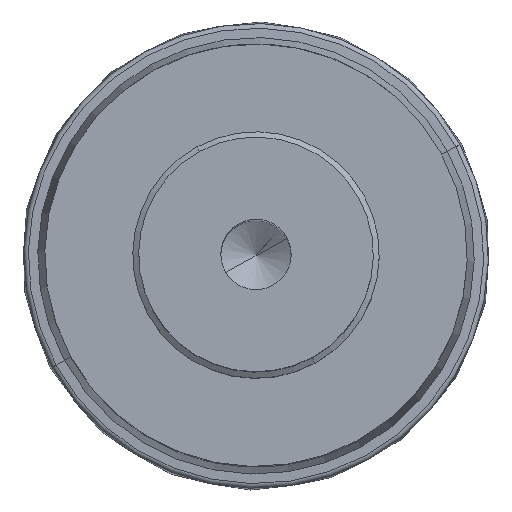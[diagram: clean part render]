
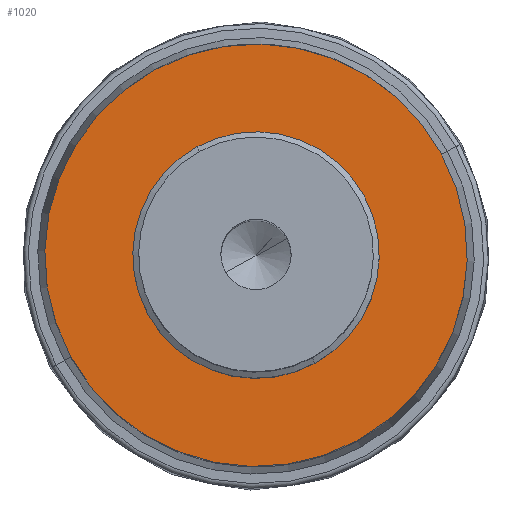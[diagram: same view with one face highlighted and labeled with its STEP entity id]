
A CAD part, top view. The second image highlights one B-rep face of the part: STEP entity #1020.
In plain terms, the highlighted planar face has unit normal (0, 0, 1).
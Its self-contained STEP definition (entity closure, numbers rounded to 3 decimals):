
#672=AXIS2_PLACEMENT_3D('Circle Axis2P3D',#670,#671,$) ;
#797=AXIS2_PLACEMENT_3D('Circle Axis2P3D',#795,#796,$) ;
#951=AXIS2_PLACEMENT_3D('Circle Axis2P3D',#949,#950,$) ;
#970=AXIS2_PLACEMENT_3D('Circle Axis2P3D',#968,#969,$) ;
#1010=AXIS2_PLACEMENT_3D('Plane Axis2P3D',#1007,#1008,#1009) ;
#667=CARTESIAN_POINT('Vertex',(-7.898,-4.315,22.95)) ;
#670=CARTESIAN_POINT('Axis2P3D Location',(0.,0.,22.95)) ;
#674=CARTESIAN_POINT('Vertex',(7.898,4.315,22.95)) ;
#795=CARTESIAN_POINT('Axis2P3D Location',(0.,0.,22.95)) ;
#946=CARTESIAN_POINT('Vertex',(2.517,-4.607,22.95)) ;
#949=CARTESIAN_POINT('Axis2P3D Location',(0.,0.,22.95)) ;
#953=CARTESIAN_POINT('Vertex',(-2.517,4.607,22.95)) ;
#968=CARTESIAN_POINT('Axis2P3D Location',(0.,0.,22.95)) ;
#1007=CARTESIAN_POINT('Axis2P3D Location',(0.,6.521,22.95)) ;
#671=DIRECTION('Axis2P3D Direction',(0.,0.,1.)) ;
#796=DIRECTION('Axis2P3D Direction',(0.,0.,1.)) ;
#950=DIRECTION('Axis2P3D Direction',(0.,0.,1.)) ;
#969=DIRECTION('Axis2P3D Direction',(0.,0.,1.)) ;
#1008=DIRECTION('Axis2P3D Direction',(0.,0.,1.)) ;
#1009=DIRECTION('Axis2P3D XDirection',(1.,0.,0.)) ;
#1013=ORIENTED_EDGE('',*,*,#799,.F.) ;
#1014=ORIENTED_EDGE('',*,*,#676,.F.) ;
#1017=ORIENTED_EDGE('',*,*,#955,.F.) ;
#1018=ORIENTED_EDGE('',*,*,#972,.F.) ;
#1019=FACE_BOUND('',#1016,.T.) ;
#1020=ADVANCED_FACE('NOCUT',(#1015,#1019),#1011,.T.) ;
#673=CIRCLE('generated circle',#672,9.) ;
#798=CIRCLE('generated circle',#797,9.) ;
#952=CIRCLE('generated circle',#951,5.25) ;
#971=CIRCLE('generated circle',#970,5.25) ;
#676=EDGE_CURVE('',#668,#675,#673,.F.) ;
#799=EDGE_CURVE('',#675,#668,#798,.F.) ;
#955=EDGE_CURVE('',#947,#954,#952,.T.) ;
#972=EDGE_CURVE('',#954,#947,#971,.T.) ;
#1012=EDGE_LOOP('',(#1013,#1014)) ;
#1016=EDGE_LOOP('',(#1017,#1018)) ;
#1015=FACE_OUTER_BOUND('',#1012,.T.) ;
#1011=PLANE('',#1010) ;
#668=VERTEX_POINT('',#667) ;
#675=VERTEX_POINT('',#674) ;
#947=VERTEX_POINT('',#946) ;
#954=VERTEX_POINT('',#953) ;
